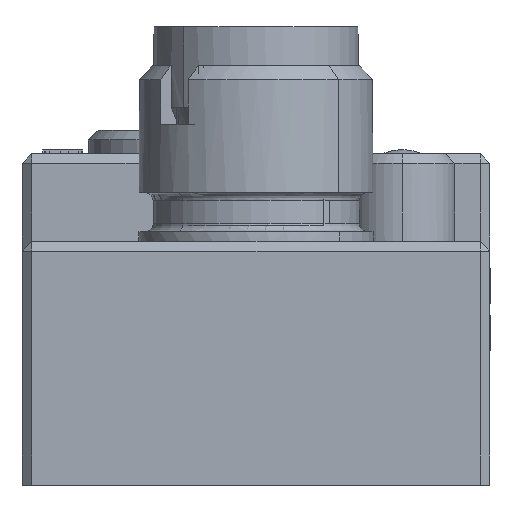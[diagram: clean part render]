
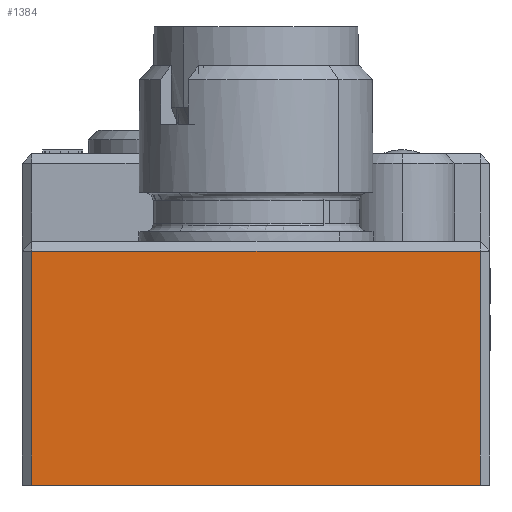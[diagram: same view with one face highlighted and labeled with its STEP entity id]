
A CAD part, left-side view. The second image highlights one B-rep face of the part: STEP entity #1384.
In plain terms, the highlighted planar face has unit normal (-1, 0, 0).
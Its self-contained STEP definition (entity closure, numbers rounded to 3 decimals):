
#1348=AXIS2_PLACEMENT_3D('Plane Axis2P3D',#1345,#1346,#1347) ;
#1345=CARTESIAN_POINT('Axis2P3D Location',(0.,0.,0.)) ;
#1350=CARTESIAN_POINT('Line Origine',(0.,23.5,6.)) ;
#1354=CARTESIAN_POINT('Vertex',(0.,23.5,0.)) ;
#1356=CARTESIAN_POINT('Vertex',(0.,23.5,12.)) ;
#1359=CARTESIAN_POINT('Line Origine',(0.,12.,0.)) ;
#1363=CARTESIAN_POINT('Vertex',(0.,0.5,0.)) ;
#1366=CARTESIAN_POINT('Line Origine',(0.,0.5,6.)) ;
#1370=CARTESIAN_POINT('Vertex',(0.,0.5,12.)) ;
#1373=CARTESIAN_POINT('Line Origine',(0.,12.,12.)) ;
#1346=DIRECTION('Axis2P3D Direction',(-1.,0.,0.)) ;
#1347=DIRECTION('Axis2P3D XDirection',(0.,0.,1.)) ;
#1351=DIRECTION('Vector Direction',(0.,0.,1.)) ;
#1360=DIRECTION('Vector Direction',(0.,1.,0.)) ;
#1367=DIRECTION('Vector Direction',(0.,0.,-1.)) ;
#1374=DIRECTION('Vector Direction',(0.,-1.,0.)) ;
#1352=VECTOR('Line Direction',#1351,1.) ;
#1361=VECTOR('Line Direction',#1360,1.) ;
#1368=VECTOR('Line Direction',#1367,1.) ;
#1375=VECTOR('Line Direction',#1374,1.) ;
#1379=ORIENTED_EDGE('',*,*,#1358,.F.) ;
#1380=ORIENTED_EDGE('',*,*,#1365,.F.) ;
#1381=ORIENTED_EDGE('',*,*,#1372,.F.) ;
#1382=ORIENTED_EDGE('',*,*,#1377,.F.) ;
#1384=ADVANCED_FACE('Hauptk\X2\00F6\X0\rper',(#1383),#1349,.T.) ;
#1358=EDGE_CURVE('',#1355,#1357,#1353,.T.) ;
#1365=EDGE_CURVE('',#1364,#1355,#1362,.T.) ;
#1372=EDGE_CURVE('',#1371,#1364,#1369,.T.) ;
#1377=EDGE_CURVE('',#1357,#1371,#1376,.T.) ;
#1378=EDGE_LOOP('',(#1379,#1380,#1381,#1382)) ;
#1383=FACE_OUTER_BOUND('',#1378,.T.) ;
#1353=LINE('Line',#1350,#1352) ;
#1362=LINE('Line',#1359,#1361) ;
#1369=LINE('Line',#1366,#1368) ;
#1376=LINE('Line',#1373,#1375) ;
#1349=PLANE('',#1348) ;
#1355=VERTEX_POINT('',#1354) ;
#1357=VERTEX_POINT('',#1356) ;
#1364=VERTEX_POINT('',#1363) ;
#1371=VERTEX_POINT('',#1370) ;
